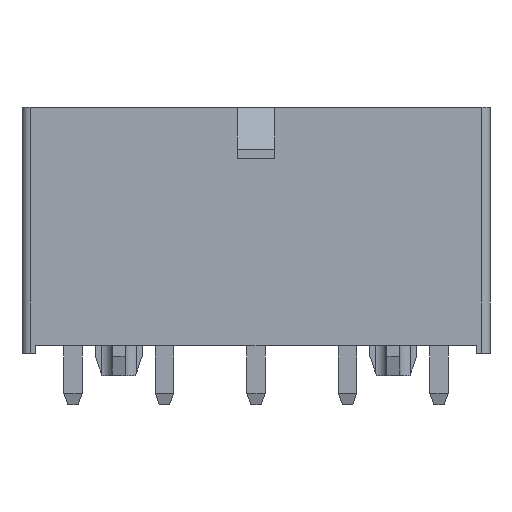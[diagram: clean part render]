
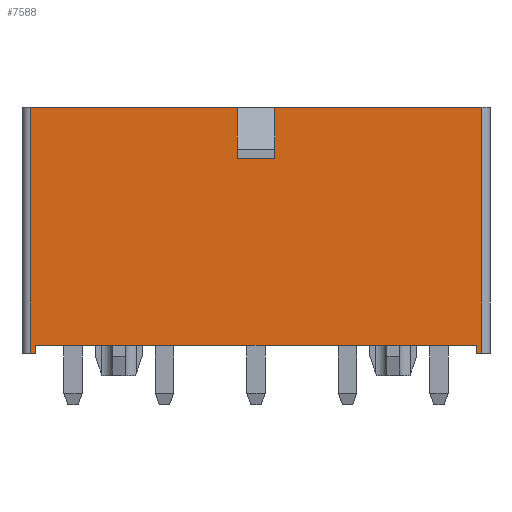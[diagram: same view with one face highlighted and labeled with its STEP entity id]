
A CAD part, front view. The second image highlights one B-rep face of the part: STEP entity #7588.
In plain terms, the highlighted face is planar.
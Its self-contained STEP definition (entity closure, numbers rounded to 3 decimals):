
#155=LINE('',#9992,#854);
#157=LINE('',#9996,#856);
#158=LINE('',#9998,#857);
#159=LINE('',#10000,#858);
#160=LINE('',#10002,#859);
#161=LINE('',#10004,#860);
#162=LINE('',#10006,#861);
#163=LINE('',#10008,#862);
#164=LINE('',#10010,#863);
#165=LINE('',#10012,#864);
#166=LINE('',#10014,#865);
#167=LINE('',#10016,#866);
#854=VECTOR('',#8488,1000.);
#856=VECTOR('',#8492,1000.);
#857=VECTOR('',#8493,1000.);
#858=VECTOR('',#8494,1000.);
#859=VECTOR('',#8495,1000.);
#860=VECTOR('',#8496,1000.);
#861=VECTOR('',#8497,1000.);
#862=VECTOR('',#8498,1000.);
#863=VECTOR('',#8499,1000.);
#864=VECTOR('',#8500,1000.);
#865=VECTOR('',#8501,1000.);
#866=VECTOR('',#8502,1000.);
#1650=ORIENTED_EDGE('',*,*,#3121,.F.);
#1651=ORIENTED_EDGE('',*,*,#3119,.T.);
#1652=ORIENTED_EDGE('',*,*,#3122,.T.);
#1653=ORIENTED_EDGE('',*,*,#3123,.T.);
#1654=ORIENTED_EDGE('',*,*,#3124,.F.);
#1655=ORIENTED_EDGE('',*,*,#3125,.F.);
#1656=ORIENTED_EDGE('',*,*,#3126,.F.);
#1657=ORIENTED_EDGE('',*,*,#3127,.T.);
#1658=ORIENTED_EDGE('',*,*,#3128,.F.);
#1659=ORIENTED_EDGE('',*,*,#3129,.F.);
#1660=ORIENTED_EDGE('',*,*,#3130,.T.);
#1661=ORIENTED_EDGE('',*,*,#3131,.F.);
#3119=EDGE_CURVE('',#3856,#3855,#155,.T.);
#3121=EDGE_CURVE('',#3856,#3857,#157,.T.);
#3122=EDGE_CURVE('',#3855,#3858,#158,.T.);
#3123=EDGE_CURVE('',#3858,#3859,#159,.T.);
#3124=EDGE_CURVE('',#3860,#3859,#160,.T.);
#3125=EDGE_CURVE('',#3861,#3860,#161,.T.);
#3126=EDGE_CURVE('',#3862,#3861,#162,.T.);
#3127=EDGE_CURVE('',#3862,#3863,#163,.T.);
#3128=EDGE_CURVE('',#3864,#3863,#164,.T.);
#3129=EDGE_CURVE('',#3865,#3864,#165,.T.);
#3130=EDGE_CURVE('',#3865,#3866,#166,.T.);
#3131=EDGE_CURVE('',#3857,#3866,#167,.T.);
#3855=VERTEX_POINT('',#9991);
#3856=VERTEX_POINT('',#9993);
#3857=VERTEX_POINT('',#9997);
#3858=VERTEX_POINT('',#9999);
#3859=VERTEX_POINT('',#10001);
#3860=VERTEX_POINT('',#10003);
#3861=VERTEX_POINT('',#10005);
#3862=VERTEX_POINT('',#10007);
#3863=VERTEX_POINT('',#10009);
#3864=VERTEX_POINT('',#10011);
#3865=VERTEX_POINT('',#10013);
#3866=VERTEX_POINT('',#10015);
#4348=EDGE_LOOP('',(#1650,#1651,#1652,#1653,#1654,#1655,#1656,#1657,#1658,
#1659,#1660,#1661));
#4693=FACE_BOUND('',#4348,.T.);
#5030=PLANE('',#7941);
#7588=ADVANCED_FACE('',(#4693),#5030,.F.);
#7941=AXIS2_PLACEMENT_3D('',#9995,#8490,#8491);
#8488=DIRECTION('',(0.,1.,0.));
#8490=DIRECTION('',(0.,0.,-1.));
#8491=DIRECTION('',(-1.,0.,0.));
#8492=DIRECTION('',(1.,0.,0.));
#8493=DIRECTION('',(-1.,0.,0.));
#8494=DIRECTION('',(0.,-1.,0.));
#8495=DIRECTION('',(-1.,0.,0.));
#8496=DIRECTION('',(0.,-1.,0.));
#8497=DIRECTION('',(-1.,0.,0.));
#8498=DIRECTION('',(0.,-1.,0.));
#8499=DIRECTION('',(-1.,0.,0.));
#8500=DIRECTION('',(0.,-1.,0.));
#8501=DIRECTION('',(-1.,0.,0.));
#8502=DIRECTION('',(0.,1.,0.));
#9991=CARTESIAN_POINT('',(-13.725,7.65,3.4));
#9992=CARTESIAN_POINT('',(-13.725,7.15,3.4));
#9993=CARTESIAN_POINT('',(-13.725,7.15,3.4));
#9995=CARTESIAN_POINT('',(14.575,7.65,3.4));
#9996=CARTESIAN_POINT('',(-13.725,7.15,3.4));
#9997=CARTESIAN_POINT('',(13.725,7.15,3.4));
#9998=CARTESIAN_POINT('',(14.575,7.65,3.4));
#9999=CARTESIAN_POINT('',(-14.075,7.65,3.4));
#10000=CARTESIAN_POINT('',(-14.075,7.65,3.4));
#10001=CARTESIAN_POINT('',(-14.075,-7.65,3.4));
#10002=CARTESIAN_POINT('',(14.575,-7.65,3.4));
#10003=CARTESIAN_POINT('',(-1.175,-7.65,3.4));
#10004=CARTESIAN_POINT('',(-1.175,-4.65,3.4));
#10005=CARTESIAN_POINT('',(-1.175,-4.65,3.4));
#10006=CARTESIAN_POINT('',(1.175,-4.65,3.4));
#10007=CARTESIAN_POINT('',(1.175,-4.65,3.4));
#10008=CARTESIAN_POINT('',(1.175,-4.65,3.4));
#10009=CARTESIAN_POINT('',(1.175,-7.65,3.4));
#10010=CARTESIAN_POINT('',(14.575,-7.65,3.4));
#10011=CARTESIAN_POINT('',(14.075,-7.65,3.4));
#10012=CARTESIAN_POINT('',(14.075,7.65,3.4));
#10013=CARTESIAN_POINT('',(14.075,7.65,3.4));
#10014=CARTESIAN_POINT('',(14.575,7.65,3.4));
#10015=CARTESIAN_POINT('',(13.725,7.65,3.4));
#10016=CARTESIAN_POINT('',(13.725,7.15,3.4));
